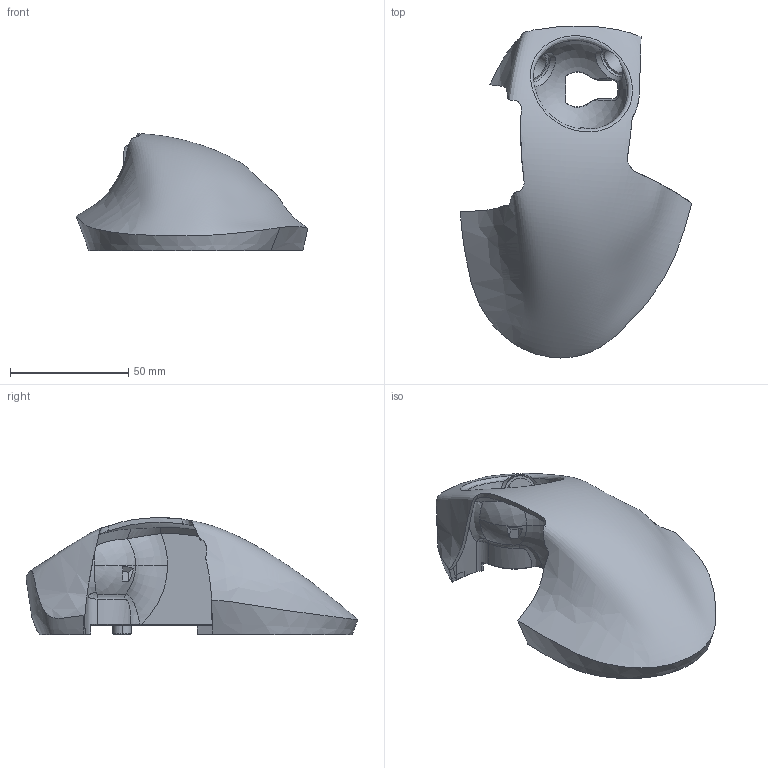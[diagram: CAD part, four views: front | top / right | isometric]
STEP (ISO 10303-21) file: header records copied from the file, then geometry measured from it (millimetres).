
FILE_DESCRIPTION(('HOOPS Exchange Step'),'2;1');
FILE_NAME('Top-BTU-40-nl.STEP','2024-05-15T09:55:52+08:00',('Hanzhong'),('Unknown organisation'),'HOOPS Exchange 2024.2','HOOPS Exchange','Unknown authorisation');
FILE_SCHEMA( ('AP203_CONFIGURATION_CONTROLLED_3D_DESIGN_OF_MECHANICAL_PARTS_AND_ASSEMBLIES_MIM_LF') );
Length unit declared in the file: millimetre
Products named in the file (1): Box.002
Bounding box: 97.99 x 140.42 x 49.61 mm (x, y, z)
Volume: 90843.7 mm3; surface area: 34974.2 mm2
Topology: 1 solids, 1 shells, 251 faces, 679 edges, 437 vertices
Faces by surface type: bspline 72, plane 68, cone 60, cylinder 43, sphere 5, torus 3
Full cylindrical faces by diameter (mm): 11.25 x3, 13.5 x3
Entity records: 51343 total; most frequent: CARTESIAN_POINT 45745, ORIENTED_EDGE 1360, DIRECTION 877, EDGE_CURVE 680, VERTEX_POINT 439, AXIS2_PLACEMENT_3D 342, B_SPLINE_CURVE_WITH_KNOTS 315, EDGE_LOOP 261
